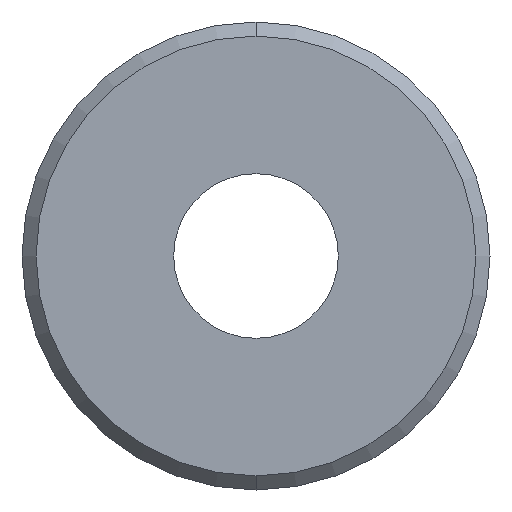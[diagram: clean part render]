
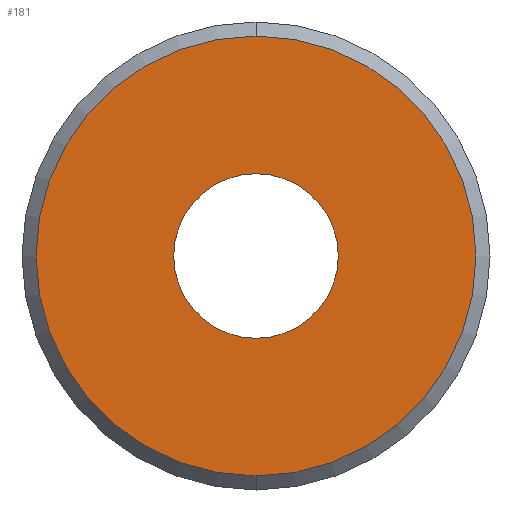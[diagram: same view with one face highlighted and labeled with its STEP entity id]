
A CAD part, front view. The second image highlights one B-rep face of the part: STEP entity #181.
In plain terms, the highlighted planar face has unit normal (0, -1, 0).
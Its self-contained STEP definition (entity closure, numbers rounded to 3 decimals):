
#47 = EDGE_CURVE ( 'NONE', #57, #48, #466, .T. ) ;
#48 = VERTEX_POINT ( 'NONE', #404 ) ;
#57 = VERTEX_POINT ( 'NONE', #493 ) ;
#106 = VERTEX_POINT ( 'NONE', #603 ) ;
#112 = EDGE_CURVE ( 'NONE', #113, #106, #540, .T. ) ;
#113 = VERTEX_POINT ( 'NONE', #531 ) ;
#142 = EDGE_LOOP ( 'NONE', ( #192, #173 ) ) ;
#172 = EDGE_CURVE ( 'NONE', #48, #57, #968, .T. ) ;
#173 = ORIENTED_EDGE ( 'NONE', *, *, #47, .T. ) ;
#174 = EDGE_LOOP ( 'NONE', ( #175, #222 ) ) ;
#175 = ORIENTED_EDGE ( 'NONE', *, *, #176, .T. ) ;
#176 = EDGE_CURVE ( 'NONE', #106, #113, #972, .T. ) ;
#181 = ADVANCED_FACE ( 'NONE', ( #995, #994 ), #999, .T. ) ;
#192 = ORIENTED_EDGE ( 'NONE', *, *, #172, .T. ) ;
#222 = ORIENTED_EDGE ( 'NONE', *, *, #112, .T. ) ;
#404 = CARTESIAN_POINT ( 'NONE',  ( 0., 0., 1.75 ) ) ;
#405 = DIRECTION ( 'NONE',  ( 0., 0., 1. ) ) ;
#406 = DIRECTION ( 'NONE',  ( 0., 1., 0. ) ) ;
#407 = CARTESIAN_POINT ( 'NONE',  ( 0., 0., 0. ) ) ;
#408 = AXIS2_PLACEMENT_3D ( 'NONE', #407, #406, #405 ) ;
#466 = CIRCLE ( 'NONE', #408, 1.75 ) ;
#493 = CARTESIAN_POINT ( 'NONE',  ( 0., 0., -1.75 ) ) ;
#531 = CARTESIAN_POINT ( 'NONE',  ( 0., 0., -4.675 ) ) ;
#532 = DIRECTION ( 'NONE',  ( 0., 0., -1. ) ) ;
#533 = DIRECTION ( 'NONE',  ( 0., -1., 0. ) ) ;
#534 = CARTESIAN_POINT ( 'NONE',  ( 0., 0., 0. ) ) ;
#535 = AXIS2_PLACEMENT_3D ( 'NONE', #534, #533, #532 ) ;
#540 = CIRCLE ( 'NONE', #535, 4.675 ) ;
#603 = CARTESIAN_POINT ( 'NONE',  ( 0., 0., 4.675 ) ) ;
#968 = CIRCLE ( 'NONE', #1003, 1.75 ) ;
#972 = CIRCLE ( 'NONE', #1029, 4.675 ) ;
#973 = DIRECTION ( 'NONE',  ( 0., 0., 1. ) ) ;
#992 = CARTESIAN_POINT ( 'NONE',  ( 4.675, 0., 0. ) ) ;
#993 = AXIS2_PLACEMENT_3D ( 'NONE', #992, #1012, #1011 ) ;
#994 = FACE_OUTER_BOUND ( 'NONE', #174, .T. ) ;
#995 = FACE_BOUND ( 'NONE', #142, .T. ) ;
#999 = PLANE ( 'NONE',  #993 ) ;
#1001 = DIRECTION ( 'NONE',  ( 0., 1., 0. ) ) ;
#1002 = CARTESIAN_POINT ( 'NONE',  ( 0., 0., 0. ) ) ;
#1003 = AXIS2_PLACEMENT_3D ( 'NONE', #1002, #1001, #973 ) ;
#1004 = CARTESIAN_POINT ( 'NONE',  ( 0., 0., 0. ) ) ;
#1011 = DIRECTION ( 'NONE',  ( 0., 0., -1. ) ) ;
#1012 = DIRECTION ( 'NONE',  ( 0., -1., 0. ) ) ;
#1027 = DIRECTION ( 'NONE',  ( 0., 0., -1. ) ) ;
#1028 = DIRECTION ( 'NONE',  ( 0., -1., 0. ) ) ;
#1029 = AXIS2_PLACEMENT_3D ( 'NONE', #1004, #1028, #1027 ) ;
